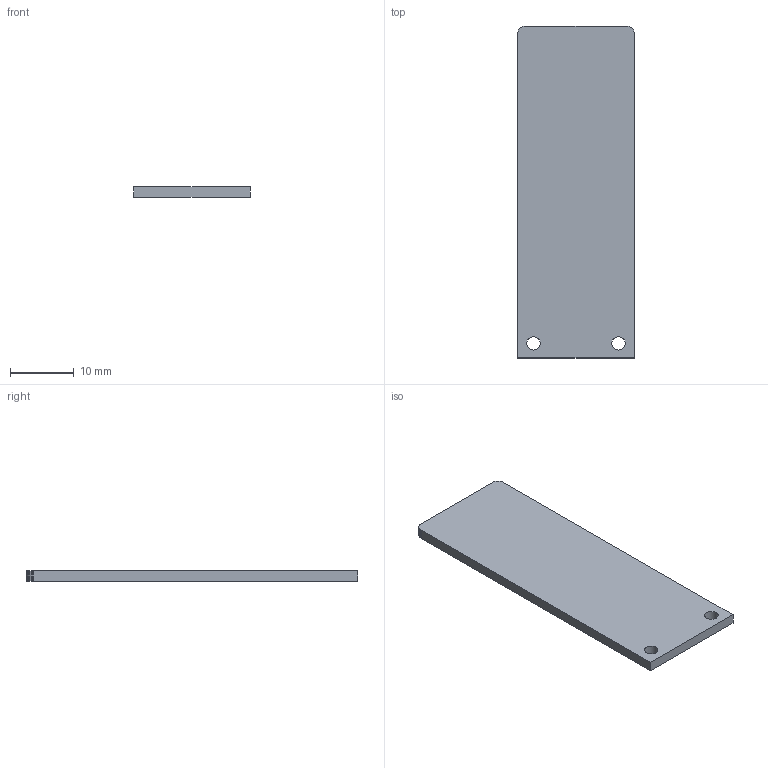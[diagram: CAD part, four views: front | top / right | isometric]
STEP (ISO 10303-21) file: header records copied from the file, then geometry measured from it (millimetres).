
FILE_DESCRIPTION(('KiCad electronic assembly'),'2;1');
FILE_NAME('cover_gbENKI.step','2024-07-09T22:37:45',('Pcbnew'),('Kicad') ,'Open CASCADE STEP processor 7.7','KiCad to STEP converter','Unknown' );
FILE_SCHEMA(('AUTOMOTIVE_DESIGN { 1 0 10303 214 1 1 1 1 }'));
Length unit declared in the file: millimetre
Products named in the file (2): cover_gbENKI 1; cover_gbENKI PCB
Assembly tree (1 placements, depth 2):
  cover_gbENKI 1
    cover_gbENKI PCB
Bounding box: 18.3 x 52.01 x 1.6 mm (x, y, z)
Volume: 1510.6 mm3; surface area: 2132.7 mm2
Topology: 1 solids, 1 shells, 26 faces, 72 edges, 48 vertices
Faces by surface type: plane 24, cylinder 2
Full cylindrical faces by diameter (mm): 2.1 x2
Entity records: 1825 total; most frequent: CARTESIAN_POINT 316, DIRECTION 272, LINE 208, VECTOR 208, ORIENTED_EDGE 144, PCURVE 144, DEFINITIONAL_REPRESENTATION 144, EDGE_CURVE 72
